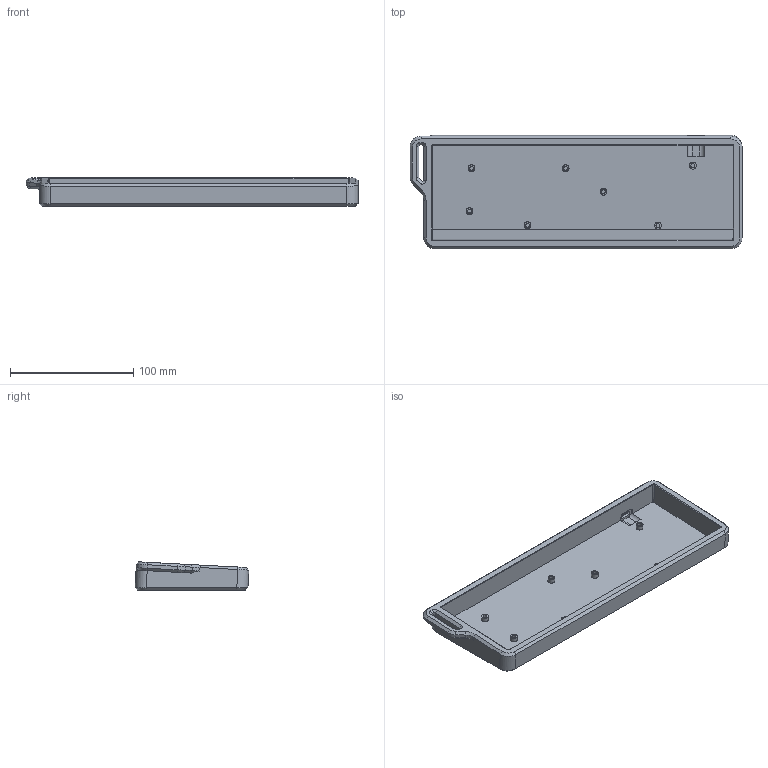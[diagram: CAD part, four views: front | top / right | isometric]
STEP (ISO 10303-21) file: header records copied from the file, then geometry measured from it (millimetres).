
FILE_DESCRIPTION(/* description */ (''),/* implementation_level */ '2;1');
FILE_NAME(/* name */ 'Strapvan.step',/* time_stamp */ '2024-03-03T16:50:41-08:00',/* author */ (''),/* organization */ (''),/* preprocessor_version */ 'ST-DEVELOPER v20',/* originating_system */ 'Autodesk Translation Framework v12.20.1.177',/* authorisation */ '');
FILE_SCHEMA (('AUTOMOTIVE_DESIGN { 1 0 10303 214 3 1 1 }'));
Length unit declared in the file: millimetre
Products named in the file (1): Strapvan Case
Bounding box: 268.89 x 92.07 x 22.92 mm (x, y, z)
Volume: 143741 mm3; surface area: 72679.2 mm2
Topology: 1 solids, 1 shells, 151 faces, 345 edges, 211 vertices
Faces by surface type: plane 76, cylinder 41, cone 25, bspline 9
Full cylindrical faces by diameter (mm): 3.2 x7, 5.5 x7
Entity records: 4409 total; most frequent: CARTESIAN_POINT 955, DIRECTION 718, ORIENTED_EDGE 690, EDGE_CURVE 345, AXIS2_PLACEMENT_3D 250, LINE 218, VECTOR 218, VERTEX_POINT 211
